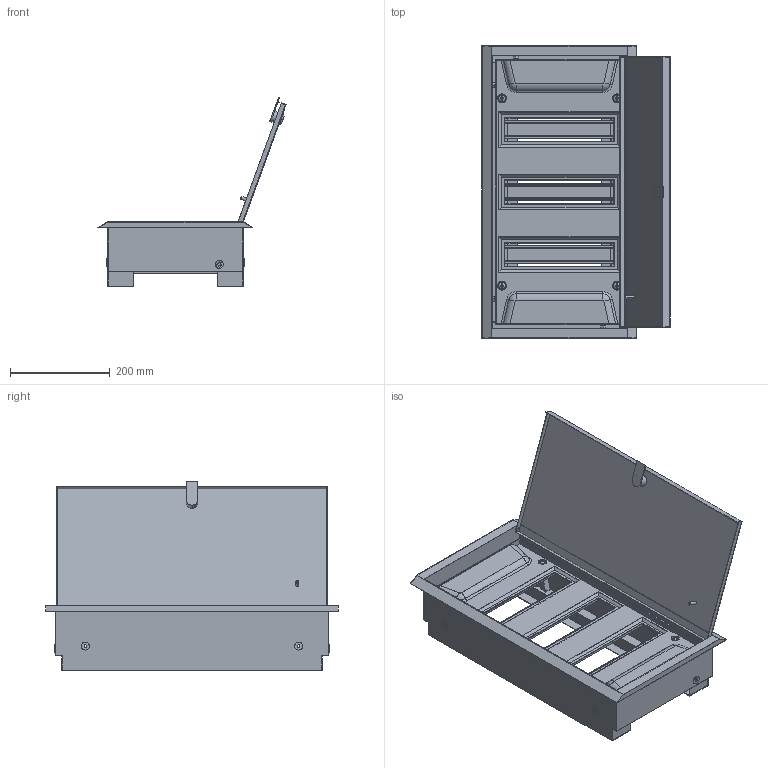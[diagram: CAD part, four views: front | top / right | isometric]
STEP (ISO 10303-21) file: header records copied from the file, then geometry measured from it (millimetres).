
FILE_DESCRIPTION (( 'STEP AP214' ), '1' );
FILE_NAME ('ShRV_36_PRO.STEP', '2016-09-23T09:27:34', ( 'user' ), ( '' ), 'SwSTEP 2.0', 'SolidWorks 2014', '' );
FILE_SCHEMA (( 'AUTOMOTIVE_DESIGN' ));
Length unit declared in the file: millimetre
Products named in the file (11): ShRV_36_PRO; Dver_PRO_36; SC GOST 17473_gost_‚¨­â A.M5x10 ƒŽ‘’ 17473-80; Klipsa; Support; Stoika Shin_‘â®©ª  ¤«ï è¨­; Panel_ShRN-36; Panel_36; Stoika pan; Obolochka_PRO_PRO-36; DIN-Reika_18 ｢箘ｬ箘｢
Assembly tree (25 placements, depth 3):
  ShRV_36_PRO
    Obolochka_PRO_PRO-36
    Dver_PRO_36
    DIN-Reika_18 ｢箘ｬ箘｢  x3
    Panel_36
      Panel_ShRN-36
      Klipsa  x4
      Stoika pan  x4
    SC GOST 17473_gost_‚¨­â A.M5x10 ƒŽ‘’ 17473-80  x6
    Stoika Shin_‘â®©ª  ¤«ï è¨­  x2
    Support  x2
Bounding box: 376.2 x 585 x 379.62 mm (x, y, z)
Volume: 892567.1 mm3; surface area: 1511891.5 mm2
Topology: 30 solids, 30 shells, 1646 faces, 4198 edges, 2632 vertices
Faces by surface type: plane 938, cylinder 382, bspline 146, torus 84, sphere 52, cone 44
Entity records: 28635 total; most frequent: CARTESIAN_POINT 6126, ORIENTED_EDGE 4590, DIRECTION 4450, EDGE_CURVE 2295, LINE 1588, VECTOR 1588, VERTEX_POINT 1481, AXIS2_PLACEMENT_3D 1431
